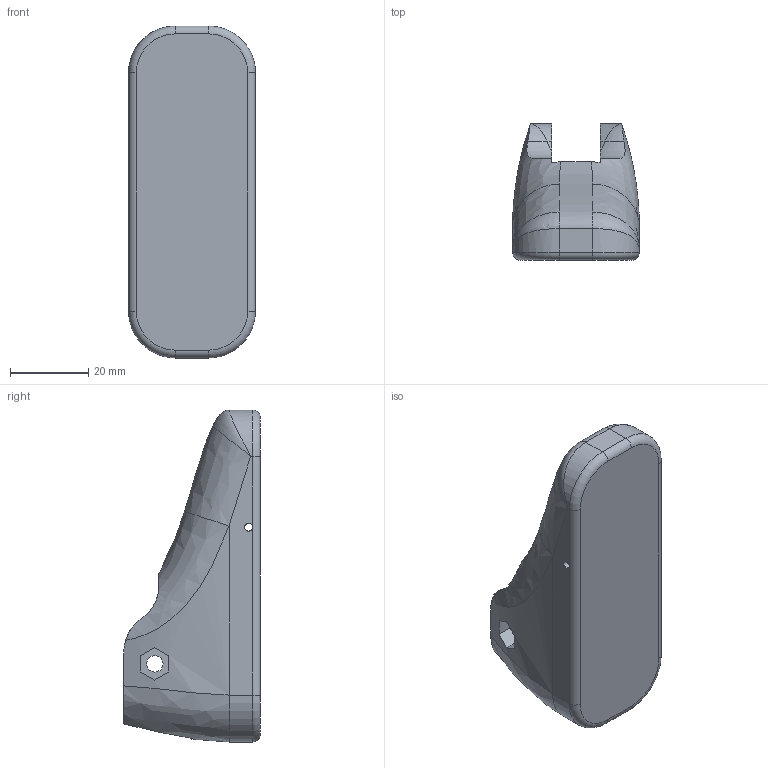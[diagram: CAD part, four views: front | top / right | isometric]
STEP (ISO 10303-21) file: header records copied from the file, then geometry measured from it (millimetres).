
FILE_DESCRIPTION (( 'STEP AP203' ), '1' );
FILE_NAME ('1_3_Boot.STEP', '2014-08-31T10:08:52', ( '' ), ( '' ), 'SwSTEP 2.0', 'SolidWorks 2013', '' );
FILE_SCHEMA (( 'CONFIG_CONTROL_DESIGN' ));
Length unit declared in the file: millimetre
Products named in the file (1): 1_3_Boot
Bounding box: 32.5 x 35 x 85 mm (x, y, z)
Volume: 52287.8 mm3; surface area: 11009.6 mm2
Topology: 1 solids, 1 shells, 67 faces, 173 edges, 106 vertices
Faces by surface type: plane 26, cylinder 19, bspline 14, torus 8
Entity records: 5039 total; most frequent: CARTESIAN_POINT 3464, ORIENTED_EDGE 342, DIRECTION 267, EDGE_CURVE 171, VERTEX_POINT 106, AXIS2_PLACEMENT_3D 98, EDGE_LOOP 73, VECTOR 71
